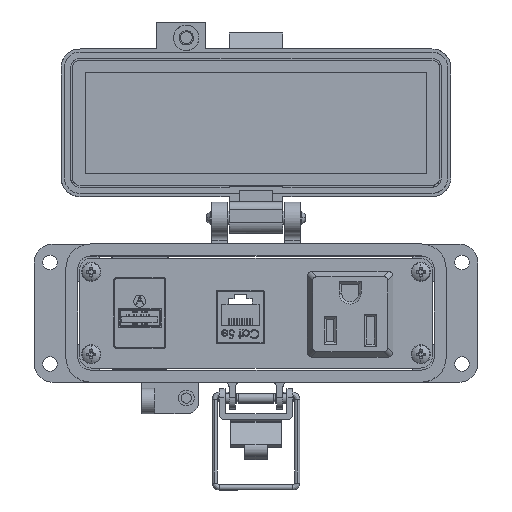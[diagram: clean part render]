
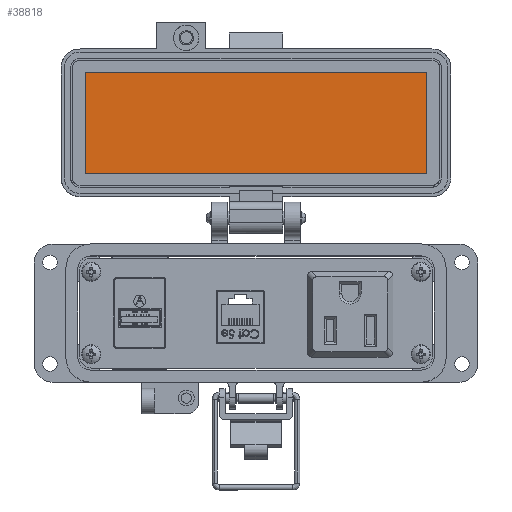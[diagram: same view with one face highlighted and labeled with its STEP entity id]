
A CAD part, top view. The second image highlights one B-rep face of the part: STEP entity #38818.
In plain terms, the highlighted planar face has unit normal (0, 0, 1).
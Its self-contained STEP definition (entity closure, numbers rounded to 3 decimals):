
#740 = EDGE_CURVE ( 'NONE', #32270, #21645, #12674, .T. ) ;
#1152 = VERTEX_POINT ( 'NONE', #34941 ) ;
#1944 = CARTESIAN_POINT ( 'NONE',  ( -53.75, 67.154, -25.55 ) ) ;
#2404 = DIRECTION ( 'NONE',  ( -1., 0., 0. ) ) ;
#6040 = EDGE_CURVE ( 'NONE', #28842, #32270, #37885, .T. ) ;
#11997 = DIRECTION ( 'NONE',  ( 0., -1., 0. ) ) ;
#12674 = LINE ( 'NONE', #46594, #36829 ) ;
#14021 = VECTOR ( 'NONE', #2404, 1000. ) ;
#14636 = FACE_OUTER_BOUND ( 'NONE', #19556, .T. ) ;
#16624 = ORIENTED_EDGE ( 'NONE', *, *, #740, .F. ) ;
#19556 = EDGE_LOOP ( 'NONE', ( #16624, #41303, #33263, #47186 ) ) ;
#21645 = VERTEX_POINT ( 'NONE', #49272 ) ;
#22563 = EDGE_CURVE ( 'NONE', #1152, #28842, #29337, .T. ) ;
#23909 = VECTOR ( 'NONE', #57276, 1000. ) ;
#28842 = VERTEX_POINT ( 'NONE', #42659 ) ;
#29198 = AXIS2_PLACEMENT_3D ( 'NONE', #37200, #42843, #11997 ) ;
#29337 = LINE ( 'NONE', #39478, #14021 ) ;
#31535 = CARTESIAN_POINT ( 'NONE',  ( 53.75, 67.154, -25.55 ) ) ;
#32270 = VERTEX_POINT ( 'NONE', #56978 ) ;
#33263 = ORIENTED_EDGE ( 'NONE', *, *, #22563, .F. ) ;
#34798 = EDGE_CURVE ( 'NONE', #21645, #1152, #51403, .T. ) ;
#34941 = CARTESIAN_POINT ( 'NONE',  ( 53.75, 51.154, -25.55 ) ) ;
#36424 = DIRECTION ( 'NONE',  ( 1., 0., 0. ) ) ;
#36829 = VECTOR ( 'NONE', #36424, 1000. ) ;
#37200 = CARTESIAN_POINT ( 'NONE',  ( -8.5, 67.154, -25.55 ) ) ;
#37456 = DIRECTION ( 'NONE',  ( 0., 1., 0. ) ) ;
#37641 = PLANE ( 'NONE',  #29198 ) ;
#37885 = LINE ( 'NONE', #1944, #63699 ) ;
#38818 = ADVANCED_FACE ( 'NONE', ( #14636 ), #37641, .T. ) ;
#39478 = CARTESIAN_POINT ( 'NONE',  ( 42., 51.154, -25.55 ) ) ;
#41303 = ORIENTED_EDGE ( 'NONE', *, *, #6040, .F. ) ;
#42659 = CARTESIAN_POINT ( 'NONE',  ( -53.75, 51.154, -25.55 ) ) ;
#42843 = DIRECTION ( 'NONE',  ( 0., 0., 1. ) ) ;
#46594 = CARTESIAN_POINT ( 'NONE',  ( -8.5, 83.154, -25.55 ) ) ;
#47186 = ORIENTED_EDGE ( 'NONE', *, *, #34798, .F. ) ;
#49272 = CARTESIAN_POINT ( 'NONE',  ( 53.75, 83.154, -25.55 ) ) ;
#51403 = LINE ( 'NONE', #31535, #23909 ) ;
#56978 = CARTESIAN_POINT ( 'NONE',  ( -53.75, 83.154, -25.55 ) ) ;
#57276 = DIRECTION ( 'NONE',  ( 0., -1., 0. ) ) ;
#63699 = VECTOR ( 'NONE', #37456, 1000. ) ;
